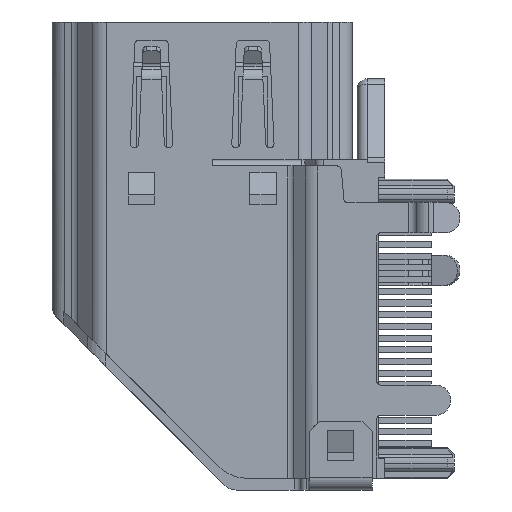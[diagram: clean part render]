
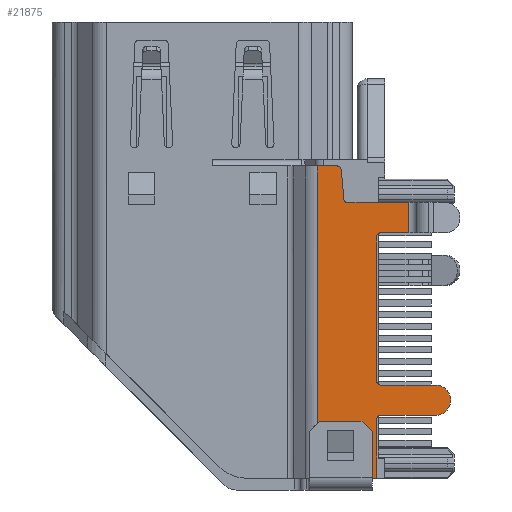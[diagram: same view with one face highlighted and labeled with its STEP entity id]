
A CAD part, left-side view. The second image highlights one B-rep face of the part: STEP entity #21875.
In plain terms, the highlighted planar face has unit normal (-1, 0, 0).
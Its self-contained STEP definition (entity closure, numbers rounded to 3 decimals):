
#2659=EDGE_CURVE('',#6877,#6883,#6886,.T.);
#2697=EDGE_CURVE('',#6939,#6940,#6941,.T.);
#2699=EDGE_CURVE('',#6943,#6939,#6944,.T.);
#2701=EDGE_CURVE('',#6946,#6943,#6947,.T.);
#2703=EDGE_CURVE('',#6949,#6946,#6950,.T.);
#2705=EDGE_CURVE('',#6949,#6952,#6953,.T.);
#2707=EDGE_CURVE('',#6955,#6952,#6956,.T.);
#2709=EDGE_CURVE('',#6958,#6955,#6959,.T.);
#2711=EDGE_CURVE('',#6958,#6961,#6962,.T.);
#2713=EDGE_CURVE('',#6961,#6964,#6965,.T.);
#2715=EDGE_CURVE('',#6964,#6967,#6968,.T.);
#2717=EDGE_CURVE('',#6877,#6967,#6970,.T.);
#2719=EDGE_CURVE('',#6972,#6883,#6973,.T.);
#2721=EDGE_CURVE('',#6972,#6975,#6976,.T.);
#2723=EDGE_CURVE('',#6975,#6978,#6979,.T.);
#2725=EDGE_CURVE('',#6978,#6981,#6982,.T.);
#2727=EDGE_CURVE('',#6984,#6981,#6985,.T.);
#2729=EDGE_CURVE('',#6984,#6987,#6988,.T.);
#2731=EDGE_CURVE('',#6987,#6990,#6991,.T.);
#2733=EDGE_CURVE('',#6990,#6993,#6994,.T.);
#2735=EDGE_CURVE('',#6940,#6993,#6996,.T.);
#6877=VERTEX_POINT('',#13168);
#6883=VERTEX_POINT('',#13178);
#6886=LINE('',#13183,#13184);
#6939=VERTEX_POINT('',#13265);
#6940=VERTEX_POINT('',#13266);
#6941=LINE('',#13267,#13268);
#6943=VERTEX_POINT('',#13271);
#6944=LINE('',#13272,#13273);
#6946=VERTEX_POINT('',#13276);
#6947=CIRCLE('',#13277,0.2);
#6949=VERTEX_POINT('',#13280);
#6950=LINE('',#13281,#13282);
#6952=VERTEX_POINT('',#13285);
#6953=CIRCLE('',#13286,0.2);
#6955=VERTEX_POINT('',#13289);
#6956=LINE('',#13290,#13291);
#6958=VERTEX_POINT('',#13294);
#6959=LINE('',#13295,#13296);
#6961=VERTEX_POINT('',#13299);
#6962=LINE('',#13300,#13301);
#6964=VERTEX_POINT('',#13304);
#6965=LINE('',#13305,#13306);
#6967=VERTEX_POINT('',#13309);
#6968=LINE('',#13310,#13311);
#6970=LINE('',#13314,#13315);
#6972=VERTEX_POINT('',#13318);
#6973=LINE('',#13319,#13320);
#6975=VERTEX_POINT('',#13323);
#6976=CIRCLE('',#13324,0.2);
#6978=VERTEX_POINT('',#13327);
#6979=LINE('',#13328,#13329);
#6981=VERTEX_POINT('',#13332);
#6982=CIRCLE('',#13333,0.75);
#6984=VERTEX_POINT('',#13336);
#6985=LINE('',#13337,#13338);
#6987=VERTEX_POINT('',#13341);
#6988=CIRCLE('',#13342,0.2);
#6990=VERTEX_POINT('',#13345);
#6991=LINE('',#13346,#13347);
#6993=VERTEX_POINT('',#13350);
#6994=CIRCLE('',#13351,0.2);
#6996=LINE('',#13354,#13355);
#13168=CARTESIAN_POINT('',(-3.45,-8.38,-22.5));
#13178=CARTESIAN_POINT('',(-3.45,-8.6,-22.5));
#13183=CARTESIAN_POINT('',(-3.45,-8.38,-22.5));
#13184=VECTOR('',#23013,0.22);
#13265=CARTESIAN_POINT('',(-3.45,-10.19,-8.9));
#13266=CARTESIAN_POINT('',(-3.45,-10.19,-10.4));
#13267=CARTESIAN_POINT('',(-3.45,-10.19,-8.9));
#13268=VECTOR('',#23050,1.5);
#13271=CARTESIAN_POINT('',(-3.45,-7.183,-8.9));
#13272=CARTESIAN_POINT('',(-3.45,-7.183,-8.9));
#13273=VECTOR('',#23051,3.007);
#13276=CARTESIAN_POINT('',(-3.45,-6.984,-8.717));
#13277=AXIS2_PLACEMENT_3D('',#23052,#23053,#23054);
#13280=CARTESIAN_POINT('',(-3.45,-6.858,-7.283));
#13281=CARTESIAN_POINT('',(-3.45,-6.858,-7.283));
#13282=VECTOR('',#23055,1.44);
#13285=CARTESIAN_POINT('',(-3.45,-6.659,-7.1));
#13286=AXIS2_PLACEMENT_3D('',#23056,#23057,#23058);
#13289=CARTESIAN_POINT('',(-3.45,-5.673,-7.1));
#13290=CARTESIAN_POINT('',(-3.45,-5.673,-7.1));
#13291=VECTOR('',#23059,0.986);
#13294=CARTESIAN_POINT('',(-3.45,-5.673,-19.799));
#13295=CARTESIAN_POINT('',(-3.45,-5.673,-19.799));
#13296=VECTOR('',#23060,12.699);
#13299=CARTESIAN_POINT('',(-3.45,-5.78,-19.692));
#13300=CARTESIAN_POINT('',(-3.45,-5.673,-19.799));
#13301=VECTOR('',#23061,0.152);
#13304=CARTESIAN_POINT('',(-3.45,-7.88,-19.692));
#13305=CARTESIAN_POINT('',(-3.45,-5.78,-19.692));
#13306=VECTOR('',#23062,2.1);
#13309=CARTESIAN_POINT('',(-3.45,-8.38,-20.192));
#13310=CARTESIAN_POINT('',(-3.45,-7.88,-19.692));
#13311=VECTOR('',#23063,0.707);
#13314=CARTESIAN_POINT('',(-3.45,-8.38,-22.5));
#13315=VECTOR('',#23064,2.309);
#13318=CARTESIAN_POINT('',(-3.45,-8.6,-19.6));
#13319=CARTESIAN_POINT('',(-3.45,-8.6,-19.6));
#13320=VECTOR('',#23065,2.9);
#13323=CARTESIAN_POINT('',(-3.45,-8.8,-19.4));
#13324=AXIS2_PLACEMENT_3D('',#23066,#23067,#23068);
#13327=CARTESIAN_POINT('',(-3.45,-11.5,-19.4));
#13328=CARTESIAN_POINT('',(-3.45,-8.8,-19.4));
#13329=VECTOR('',#23069,2.7);
#13332=CARTESIAN_POINT('',(-3.45,-11.5,-17.9));
#13333=AXIS2_PLACEMENT_3D('',#23070,#23071,#23072);
#13336=CARTESIAN_POINT('',(-3.45,-8.8,-17.9));
#13337=CARTESIAN_POINT('',(-3.45,-8.8,-17.9));
#13338=VECTOR('',#23073,2.7);
#13341=CARTESIAN_POINT('',(-3.45,-8.6,-17.7));
#13342=AXIS2_PLACEMENT_3D('',#23074,#23075,#23076);
#13345=CARTESIAN_POINT('',(-3.45,-8.6,-10.6));
#13346=CARTESIAN_POINT('',(-3.45,-8.6,-17.7));
#13347=VECTOR('',#23077,7.1);
#13350=CARTESIAN_POINT('',(-3.45,-8.8,-10.4));
#13351=AXIS2_PLACEMENT_3D('',#23078,#23079,#23080);
#13354=CARTESIAN_POINT('',(-3.45,-10.19,-10.4));
#13355=VECTOR('',#23081,1.39);
#21875=ADVANCED_FACE('',(#25362),#25363,.T.);
#23013=DIRECTION('',(0.0,-1.0,0.0));
#23050=DIRECTION('',(0.0,0.0,-1.0));
#23051=DIRECTION('',(0.0,-1.0,0.0));
#23052=CARTESIAN_POINT('',(-3.45,-7.183,-8.7));
#23053=DIRECTION('',(-1.0,0.0,0.0));
#23054=DIRECTION('',(0.0,0.996,-0.087));
#23055=DIRECTION('',(0.0,-0.087,-0.996));
#23056=CARTESIAN_POINT('',(-3.45,-6.659,-7.3));
#23057=DIRECTION('',(-1.0,0.0,0.0));
#23058=DIRECTION('',(0.0,-0.996,0.087));
#23059=DIRECTION('',(0.0,-1.0,0.0));
#23060=DIRECTION('',(0.0,0.0,1.0));
#23061=DIRECTION('',(0.0,-0.707,0.707));
#23062=DIRECTION('',(0.0,-1.0,0.0));
#23063=DIRECTION('',(0.0,-0.707,-0.707));
#23064=DIRECTION('',(0.0,0.0,1.0));
#23065=DIRECTION('',(0.0,0.0,-1.0));
#23066=CARTESIAN_POINT('',(-3.45,-8.8,-19.6));
#23067=DIRECTION('',(1.0,0.0,0.0));
#23068=DIRECTION('',(0.0,1.0,0.0));
#23069=DIRECTION('',(0.0,-1.0,0.0));
#23070=CARTESIAN_POINT('',(-3.45,-11.5,-18.65));
#23071=DIRECTION('',(-1.0,0.0,0.0));
#23072=DIRECTION('',(0.0,0.0,-1.0));
#23073=DIRECTION('',(0.0,-1.0,0.0));
#23074=CARTESIAN_POINT('',(-3.45,-8.8,-17.7));
#23075=DIRECTION('',(1.0,0.0,0.0));
#23076=DIRECTION('',(0.0,0.0,-1.0));
#23077=DIRECTION('',(0.0,0.0,1.0));
#23078=CARTESIAN_POINT('',(-3.45,-8.8,-10.6));
#23079=DIRECTION('',(1.0,0.0,0.0));
#23080=DIRECTION('',(0.0,1.0,0.0));
#23081=DIRECTION('',(0.0,1.0,0.0));
#25362=FACE_OUTER_BOUND('',#26876,.T.);
#25363=PLANE('',#26877);
#26876=EDGE_LOOP('',(#28984,#28985,#28986,#28987,#28988,#28989,#28990,#28991,#28992,#28993,#28994,#28995,#28996,#28997,#28998,#28999,#29000,#29001,#29002,#29003,#29004));
#26877=AXIS2_PLACEMENT_3D('',#29005,#29006,#29007);
#28984=ORIENTED_EDGE('',*,*,#2697,.F.);
#28985=ORIENTED_EDGE('',*,*,#2699,.F.);
#28986=ORIENTED_EDGE('',*,*,#2701,.F.);
#28987=ORIENTED_EDGE('',*,*,#2703,.F.);
#28988=ORIENTED_EDGE('',*,*,#2705,.T.);
#28989=ORIENTED_EDGE('',*,*,#2707,.F.);
#28990=ORIENTED_EDGE('',*,*,#2709,.F.);
#28991=ORIENTED_EDGE('',*,*,#2711,.T.);
#28992=ORIENTED_EDGE('',*,*,#2713,.T.);
#28993=ORIENTED_EDGE('',*,*,#2715,.T.);
#28994=ORIENTED_EDGE('',*,*,#2717,.F.);
#28995=ORIENTED_EDGE('',*,*,#2659,.T.);
#28996=ORIENTED_EDGE('',*,*,#2719,.F.);
#28997=ORIENTED_EDGE('',*,*,#2721,.T.);
#28998=ORIENTED_EDGE('',*,*,#2723,.T.);
#28999=ORIENTED_EDGE('',*,*,#2725,.T.);
#29000=ORIENTED_EDGE('',*,*,#2727,.F.);
#29001=ORIENTED_EDGE('',*,*,#2729,.T.);
#29002=ORIENTED_EDGE('',*,*,#2731,.T.);
#29003=ORIENTED_EDGE('',*,*,#2733,.T.);
#29004=ORIENTED_EDGE('',*,*,#2735,.F.);
#29005=CARTESIAN_POINT('',(-3.45,-5.673,-6.8));
#29006=DIRECTION('',(-1.0,0.0,0.0));
#29007=DIRECTION('',(0.0,0.0,1.0));
